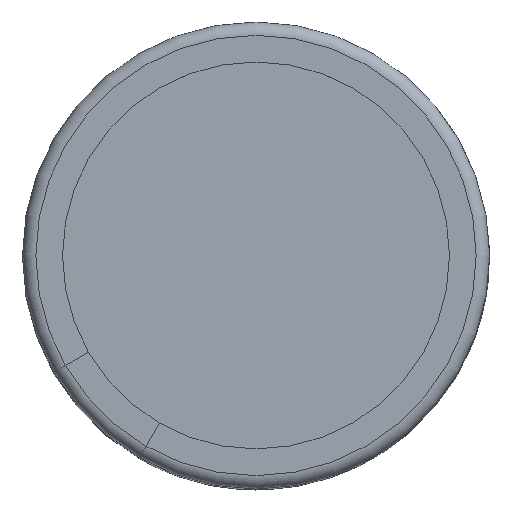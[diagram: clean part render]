
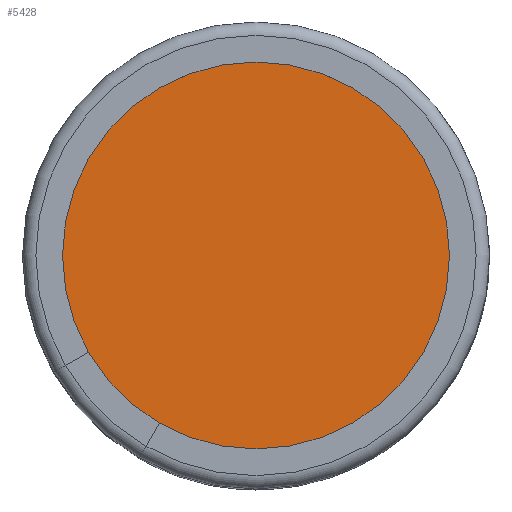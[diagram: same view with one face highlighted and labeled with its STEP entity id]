
A CAD part, top view. The second image highlights one B-rep face of the part: STEP entity #5428.
In plain terms, the highlighted planar face has unit normal (0, 0, 1).
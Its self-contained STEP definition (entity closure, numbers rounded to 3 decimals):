
#3503 = CYLINDRICAL_SURFACE('',#3504,14.5);
#3504 = AXIS2_PLACEMENT_3D('',#3505,#3506,#3507);
#3505 = CARTESIAN_POINT('',(0.,0.,44.5));
#3506 = DIRECTION('',(0.,0.,1.));
#3507 = DIRECTION('',(-0.5,-0.866,0.));
#4549 = CYLINDRICAL_SURFACE('',#4550,14.5);
#4550 = AXIS2_PLACEMENT_3D('',#4551,#4552,#4553);
#4551 = CARTESIAN_POINT('',(0.,0.,44.5));
#4552 = DIRECTION('',(0.,0.,1.));
#4553 = DIRECTION('',(-0.5,-0.866,0.));
#4567 = VERTEX_POINT('',#4568);
#4568 = CARTESIAN_POINT('',(-7.25,-12.557,44.5));
#4589 = EDGE_CURVE('',#4567,#4590,#4592,.T.);
#4590 = VERTEX_POINT('',#4591);
#4591 = CARTESIAN_POINT('',(-12.557,-7.25,44.5));
#4592 = SURFACE_CURVE('',#4593,(#4598,#4605),.PCURVE_S1.);
#4593 = CIRCLE('',#4594,14.5);
#4594 = AXIS2_PLACEMENT_3D('',#4595,#4596,#4597);
#4595 = CARTESIAN_POINT('',(0.,0.,44.5));
#4596 = DIRECTION('',(0.,0.,1.));
#4597 = DIRECTION('',(-0.5,-0.866,0.));
#4598 = PCURVE('',#3503,#4599);
#4599 = DEFINITIONAL_REPRESENTATION('',(#4600),#4604);
#4600 = LINE('',#4601,#4602);
#4601 = CARTESIAN_POINT('',(0.,0.));
#4602 = VECTOR('',#4603,1.);
#4603 = DIRECTION('',(1.,0.));
#4604 = ( GEOMETRIC_REPRESENTATION_CONTEXT(2) 
PARAMETRIC_REPRESENTATION_CONTEXT() REPRESENTATION_CONTEXT('2D SPACE',''
  ) );
#4605 = PCURVE('',#4606,#4611);
#4606 = PLANE('',#4607);
#4607 = AXIS2_PLACEMENT_3D('',#4608,#4609,#4610);
#4608 = CARTESIAN_POINT('',(0.,0.,44.5));
#4609 = DIRECTION('',(0.,0.,1.));
#4610 = DIRECTION('',(-0.5,-0.866,0.));
#4611 = DEFINITIONAL_REPRESENTATION('',(#4612),#4616);
#4612 = CIRCLE('',#4613,14.5);
#4613 = AXIS2_PLACEMENT_2D('',#4614,#4615);
#4614 = CARTESIAN_POINT('',(0.,0.));
#4615 = DIRECTION('',(1.,0.));
#4616 = ( GEOMETRIC_REPRESENTATION_CONTEXT(2) 
PARAMETRIC_REPRESENTATION_CONTEXT() REPRESENTATION_CONTEXT('2D SPACE',''
  ) );
#5407 = EDGE_CURVE('',#4590,#4567,#5408,.T.);
#5408 = SURFACE_CURVE('',#5409,(#5414,#5421),.PCURVE_S1.);
#5409 = CIRCLE('',#5410,14.5);
#5410 = AXIS2_PLACEMENT_3D('',#5411,#5412,#5413);
#5411 = CARTESIAN_POINT('',(0.,0.,44.5));
#5412 = DIRECTION('',(0.,0.,1.));
#5413 = DIRECTION('',(-0.5,-0.866,0.));
#5414 = PCURVE('',#4549,#5415);
#5415 = DEFINITIONAL_REPRESENTATION('',(#5416),#5420);
#5416 = LINE('',#5417,#5418);
#5417 = CARTESIAN_POINT('',(0.,0.));
#5418 = VECTOR('',#5419,1.);
#5419 = DIRECTION('',(1.,0.));
#5420 = ( GEOMETRIC_REPRESENTATION_CONTEXT(2) 
PARAMETRIC_REPRESENTATION_CONTEXT() REPRESENTATION_CONTEXT('2D SPACE',''
  ) );
#5421 = PCURVE('',#4606,#5422);
#5422 = DEFINITIONAL_REPRESENTATION('',(#5423),#5427);
#5423 = CIRCLE('',#5424,14.5);
#5424 = AXIS2_PLACEMENT_2D('',#5425,#5426);
#5425 = CARTESIAN_POINT('',(0.,0.));
#5426 = DIRECTION('',(1.,0.));
#5427 = ( GEOMETRIC_REPRESENTATION_CONTEXT(2) 
PARAMETRIC_REPRESENTATION_CONTEXT() REPRESENTATION_CONTEXT('2D SPACE',''
  ) );
#5428 = ADVANCED_FACE('',(#5429),#4606,.T.);
#5429 = FACE_BOUND('',#5430,.F.);
#5430 = EDGE_LOOP('',(#5431,#5432));
#5431 = ORIENTED_EDGE('',*,*,#4589,.F.);
#5432 = ORIENTED_EDGE('',*,*,#5407,.F.);
